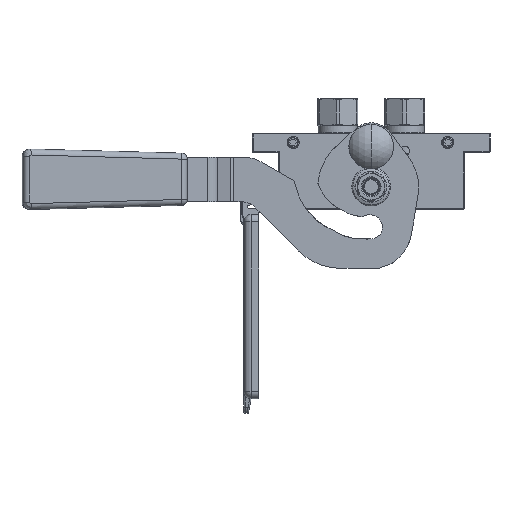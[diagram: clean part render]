
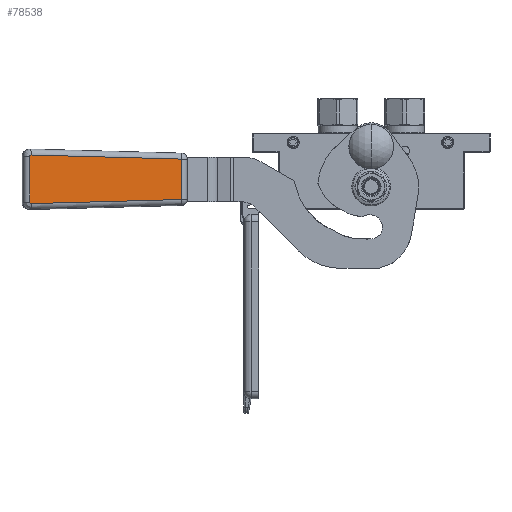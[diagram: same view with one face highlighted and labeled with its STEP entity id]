
A CAD part, front view. The second image highlights one B-rep face of the part: STEP entity #78538.
In plain terms, the highlighted face is planar.
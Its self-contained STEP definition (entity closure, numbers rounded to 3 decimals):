
#271 = EDGE_CURVE ( 'NONE', #1724, #91637, #14745, .T. ) ;
#479 = CARTESIAN_POINT ( 'NONE',  ( -15.931, 15.943, -4.223 ) ) ;
#1724 = VERTEX_POINT ( 'NONE', #7053 ) ;
#3686 = CARTESIAN_POINT ( 'NONE',  ( 15.754, 15.944, -4.127 ) ) ;
#6965 = CARTESIAN_POINT ( 'NONE',  ( -15.43, 15.945, -4.054 ) ) ;
#7053 = CARTESIAN_POINT ( 'NONE',  ( -13.607, 14.553, -107.054 ) ) ;
#7205 = VECTOR ( 'NONE', #94032, 1000. ) ;
#7724 = DIRECTION ( 'NONE',  ( 0.027, -0.014, -1. ) ) ;
#11552 = CARTESIAN_POINT ( 'NONE',  ( 15.363, 15.945, -4.054 ) ) ;
#12458 = EDGE_CURVE ( 'NONE', #91637, #86753, #30504, .T. ) ;
#12708 = VERTEX_POINT ( 'NONE', #80369 ) ;
#13277 = DIRECTION ( 'NONE',  ( 1., 0., 0. ) ) ;
#14745 = LINE ( 'NONE', #49744, #85735 ) ;
#15091 = CARTESIAN_POINT ( 'NONE',  ( -16.364, 15.932, -5.014 ) ) ;
#16737 = AXIS2_PLACEMENT_3D ( 'NONE', #84663, #40096, #92146 ) ;
#17176 = VERTEX_POINT ( 'NONE', #95725 ) ;
#20463 = CARTESIAN_POINT ( 'NONE',  ( -15.363, 15.945, -4.054 ) ) ;
#21249 = CARTESIAN_POINT ( 'NONE',  ( -16.355, 15.934, -4.882 ) ) ;
#22208 = CARTESIAN_POINT ( 'NONE',  ( -15.562, 15.945, -4.067 ) ) ;
#30504 = LINE ( 'NONE', #49150, #7205 ) ;
#31195 = ORIENTED_EDGE ( 'NONE', *, *, #12458, .F. ) ;
#31989 = ORIENTED_EDGE ( 'NONE', *, *, #61922, .F. ) ;
#33153 = ORIENTED_EDGE ( 'NONE', *, *, #56519, .F. ) ;
#33281 = LINE ( 'NONE', #11552, #55453 ) ;
#33996 = DIRECTION ( 'NONE',  ( -1., 0., 0. ) ) ;
#35431 = VERTEX_POINT ( 'NONE', #20463 ) ;
#36219 = CARTESIAN_POINT ( 'NONE',  ( -15.754, 15.944, -4.127 ) ) ;
#37502 = CARTESIAN_POINT ( 'NONE',  ( -16.301, 15.937, -4.688 ) ) ;
#37528 = CARTESIAN_POINT ( 'NONE',  ( 13.607, 14.553, -107.054 ) ) ;
#40096 = DIRECTION ( 'NONE',  ( 0., -1., 0.014 ) ) ;
#40406 = CARTESIAN_POINT ( 'NONE',  ( 16.301, 15.937, -4.688 ) ) ;
#40739 = CARTESIAN_POINT ( 'NONE',  ( 16.084, 15.941, -4.352 ) ) ;
#41052 = CARTESIAN_POINT ( 'NONE',  ( 15.562, 15.945, -4.067 ) ) ;
#41084 = LINE ( 'NONE', #60428, #65522 ) ;
#44035 = CARTESIAN_POINT ( 'NONE',  ( -16.084, 15.941, -4.352 ) ) ;
#48548 = CARTESIAN_POINT ( 'NONE',  ( 15.363, 15.945, -4.054 ) ) ;
#49150 = CARTESIAN_POINT ( 'NONE',  ( 13.607, 14.553, -107.054 ) ) ;
#49744 = CARTESIAN_POINT ( 'NONE',  ( -13.607, 14.553, -107.054 ) ) ;
#55453 = VECTOR ( 'NONE', #33996, 1000. ) ;
#56519 = EDGE_CURVE ( 'NONE', #17176, #35431, #33281, .T. ) ;
#59333 = CARTESIAN_POINT ( 'NONE',  ( -16.363, 15.931, -5.081 ) ) ;
#60379 = EDGE_CURVE ( 'NONE', #12708, #1724, #41084, .T. ) ;
#60428 = CARTESIAN_POINT ( 'NONE',  ( -16.363, 15.931, -5.081 ) ) ;
#61922 = EDGE_CURVE ( 'NONE', #35431, #12708, #96391, .T. ) ;
#62846 = CARTESIAN_POINT ( 'NONE',  ( 16.209, 15.939, -4.509 ) ) ;
#64114 = CARTESIAN_POINT ( 'NONE',  ( 16.363, 15.931, -5.081 ) ) ;
#65522 = VECTOR ( 'NONE', #7724, 1000. ) ;
#68013 = CARTESIAN_POINT ( 'NONE',  ( 16.363, 15.931, -5.081 ) ) ;
#69689 = PLANE ( 'NONE',  #16737 ) ;
#69734 = B_SPLINE_CURVE_WITH_KNOTS ( 'NONE', 3,
 ( #64114, #79108, #85586, #40406, #62846, #40739, #92757, #3686, #41052, #93096, #48548 ),
 .UNSPECIFIED., .F., .F.,
 ( 4, 1, 1, 1, 1, 1, 1, 1, 4 ),
 ( 0., 0.125, 0.25, 0.375, 0.5, 0.625, 0.75, 0.875, 1. ),
 .UNSPECIFIED. ) ;
#72823 = ORIENTED_EDGE ( 'NONE', *, *, #91985, .F. ) ;
#77051 = ORIENTED_EDGE ( 'NONE', *, *, #271, .F. ) ;
#78538 = ADVANCED_FACE ( 'NONE', ( #79186 ), #69689, .F. ) ;
#79108 = CARTESIAN_POINT ( 'NONE',  ( 16.364, 15.932, -5.014 ) ) ;
#79186 = FACE_OUTER_BOUND ( 'NONE', #85862, .T. ) ;
#80369 = CARTESIAN_POINT ( 'NONE',  ( -16.363, 15.931, -5.081 ) ) ;
#84663 = CARTESIAN_POINT ( 'NONE',  ( 50., 16., 0. ) ) ;
#85586 = CARTESIAN_POINT ( 'NONE',  ( 16.355, 15.934, -4.882 ) ) ;
#85735 = VECTOR ( 'NONE', #13277, 1000. ) ;
#85862 = EDGE_LOOP ( 'NONE', ( #77051, #95997, #31989, #33153, #72823, #31195 ) ) ;
#86753 = VERTEX_POINT ( 'NONE', #68013 ) ;
#88265 = CARTESIAN_POINT ( 'NONE',  ( -15.363, 15.945, -4.054 ) ) ;
#89222 = CARTESIAN_POINT ( 'NONE',  ( -16.209, 15.939, -4.509 ) ) ;
#91637 = VERTEX_POINT ( 'NONE', #37528 ) ;
#91985 = EDGE_CURVE ( 'NONE', #86753, #17176, #69734, .T. ) ;
#92146 = DIRECTION ( 'NONE',  ( 0., -0.014, -1. ) ) ;
#92757 = CARTESIAN_POINT ( 'NONE',  ( 15.931, 15.943, -4.223 ) ) ;
#93096 = CARTESIAN_POINT ( 'NONE',  ( 15.43, 15.945, -4.054 ) ) ;
#94032 = DIRECTION ( 'NONE',  ( 0.027, 0.014, 1. ) ) ;
#95725 = CARTESIAN_POINT ( 'NONE',  ( 15.363, 15.945, -4.054 ) ) ;
#95997 = ORIENTED_EDGE ( 'NONE', *, *, #60379, .F. ) ;
#96391 = B_SPLINE_CURVE_WITH_KNOTS ( 'NONE', 3,
 ( #88265, #6965, #22208, #36219, #479, #44035, #89222, #37502, #21249, #15091, #59333 ),
 .UNSPECIFIED., .F., .F.,
 ( 4, 1, 1, 1, 1, 1, 1, 1, 4 ),
 ( 0., 0.125, 0.25, 0.375, 0.5, 0.625, 0.75, 0.875, 1. ),
 .UNSPECIFIED. ) ;
